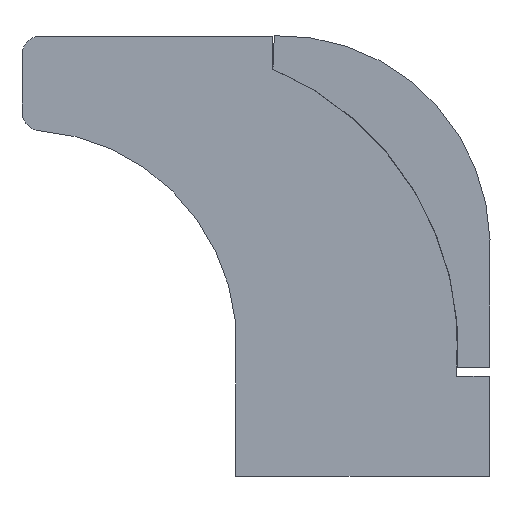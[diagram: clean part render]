
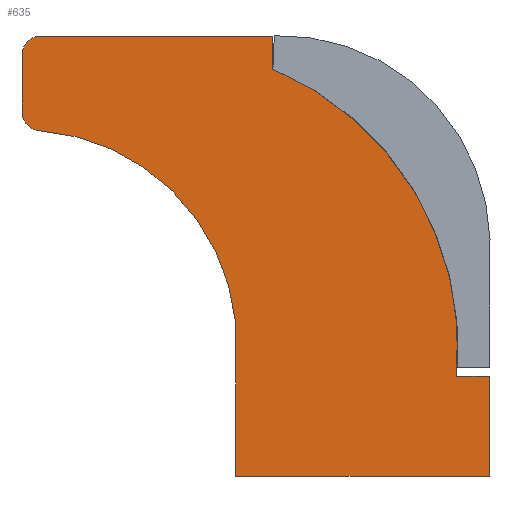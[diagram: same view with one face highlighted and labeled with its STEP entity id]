
A CAD part, front view. The second image highlights one B-rep face of the part: STEP entity #635.
In plain terms, the highlighted planar face has unit normal (0, -1, 0).
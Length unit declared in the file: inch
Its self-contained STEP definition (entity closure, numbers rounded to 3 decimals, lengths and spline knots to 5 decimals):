
#284=CARTESIAN_POINT('',(-1.37616,-2.05407,1.24286));
#285=VERTEX_POINT('',#284);
#292=CARTESIAN_POINT('',(-1.32104,-2.05407,1.29798));
#293=VERTEX_POINT('',#292);
#294=CARTESIAN_POINT('',(-1.32104,-2.05407,1.24286));
#295=DIRECTION('',(0.,-1.0,0.));
#296=DIRECTION('',(-0.707,0.,0.707));
#297=AXIS2_PLACEMENT_3D('',#294,#295,#296);
#298=CIRCLE('',#297,0.05512);
#299=EDGE_CURVE('',#293,#285,#298,.T.);
#323=CARTESIAN_POINT('',(-1.37616,-2.05407,1.07401));
#324=VERTEX_POINT('',#323);
#331=CARTESIAN_POINT('',(-1.37616,-2.05407,1.24286));
#332=DIRECTION('',(0.0,0.0,-1.0));
#333=VECTOR('',#332,0.16885);
#334=LINE('',#331,#333);
#335=EDGE_CURVE('',#285,#324,#334,.T.);
#355=CARTESIAN_POINT('',(-1.32523,-2.05407,1.01905));
#356=VERTEX_POINT('',#355);
#363=CARTESIAN_POINT('',(-1.32104,-2.05407,1.07401));
#364=DIRECTION('',(0.,-1.0,0.));
#365=DIRECTION('',(-0.733,0.,-0.68));
#366=AXIS2_PLACEMENT_3D('',#363,#364,#365);
#367=CIRCLE('',#366,0.05512);
#368=EDGE_CURVE('',#324,#356,#367,.T.);
#388=CARTESIAN_POINT('',(-0.74624,-2.05407,0.45275));
#389=VERTEX_POINT('',#388);
#396=CARTESIAN_POINT('',(-1.37312,-2.05407,0.39096));
#397=DIRECTION('',(0.,1.0,0.));
#398=DIRECTION('',(0.699,0.,0.715));
#399=AXIS2_PLACEMENT_3D('',#396,#397,#398);
#400=CIRCLE('',#399,0.62992);
#401=EDGE_CURVE('',#356,#389,#400,.T.);
#420=CARTESIAN_POINT('',(-0.74624,-2.05407,0.0));
#421=VERTEX_POINT('',#420);
#428=CARTESIAN_POINT('',(-0.74624,-2.05407,0.45275));
#429=DIRECTION('',(0.0,0.0,-1.0));
#430=VECTOR('',#429,0.45275);
#431=LINE('',#428,#430);
#432=EDGE_CURVE('',#389,#421,#431,.T.);
#451=CARTESIAN_POINT('',(0.00179,-2.05407,0.0));
#452=VERTEX_POINT('',#451);
#459=CARTESIAN_POINT('',(-0.74624,-2.05407,0.0));
#460=DIRECTION('',(1.0,0.0,0.0));
#461=VECTOR('',#460,0.74803);
#462=LINE('',#459,#461);
#463=EDGE_CURVE('',#421,#452,#462,.T.);
#482=CARTESIAN_POINT('',(0.00179,-2.05407,0.29528));
#483=VERTEX_POINT('',#482);
#490=CARTESIAN_POINT('',(0.00179,-2.05407,0.0));
#491=DIRECTION('',(0.0,0.0,1.0));
#492=VECTOR('',#491,0.29528);
#493=LINE('',#490,#492);
#494=EDGE_CURVE('',#452,#483,#493,.T.);
#513=CARTESIAN_POINT('',(-0.09501,-2.05407,0.29528));
#514=VERTEX_POINT('',#513);
#521=CARTESIAN_POINT('',(0.00179,-2.05407,0.29528));
#522=DIRECTION('',(-1.0,0.0,0.0));
#523=VECTOR('',#522,0.0968);
#524=LINE('',#521,#523);
#525=EDGE_CURVE('',#483,#514,#524,.T.);
#545=CARTESIAN_POINT('',(-0.63655,-2.05407,1.20079));
#546=VERTEX_POINT('',#545);
#553=CARTESIAN_POINT('',(-0.9807,-2.05407,0.38028));
#554=DIRECTION('',(0.,-1.0,0.));
#555=DIRECTION('',(0.858,0.,0.513));
#556=AXIS2_PLACEMENT_3D('',#553,#554,#555);
#557=CIRCLE('',#556,0.88976);
#558=EDGE_CURVE('',#514,#546,#557,.T.);
#577=CARTESIAN_POINT('',(-0.63655,-2.05407,1.29798));
#578=VERTEX_POINT('',#577);
#585=CARTESIAN_POINT('',(-0.63655,-2.05407,1.20079));
#586=DIRECTION('',(0.0,0.0,1.0));
#587=VECTOR('',#586,0.09719);
#588=LINE('',#585,#587);
#589=EDGE_CURVE('',#546,#578,#588,.T.);
#607=CARTESIAN_POINT('',(-0.63655,-2.05407,1.29798));
#608=DIRECTION('',(-1.0,0.0,0.0));
#609=VECTOR('',#608,0.68449);
#610=LINE('',#607,#609);
#611=EDGE_CURVE('',#578,#293,#610,.T.);
#617=CARTESIAN_POINT('',(-0.80845,-2.05407,0.81151));
#618=DIRECTION('',(0.0,1.0,0.0));
#619=DIRECTION('',(-1.0,0.0,0.0));
#620=AXIS2_PLACEMENT_3D('',#617,#618,#619);
#621=PLANE('',#620);
#622=ORIENTED_EDGE('',*,*,#611,.T.);
#623=ORIENTED_EDGE('',*,*,#299,.T.);
#624=ORIENTED_EDGE('',*,*,#335,.T.);
#625=ORIENTED_EDGE('',*,*,#368,.T.);
#626=ORIENTED_EDGE('',*,*,#401,.T.);
#627=ORIENTED_EDGE('',*,*,#432,.T.);
#628=ORIENTED_EDGE('',*,*,#463,.T.);
#629=ORIENTED_EDGE('',*,*,#494,.T.);
#630=ORIENTED_EDGE('',*,*,#525,.T.);
#631=ORIENTED_EDGE('',*,*,#558,.T.);
#632=ORIENTED_EDGE('',*,*,#589,.T.);
#633=EDGE_LOOP('',(#622,#623,#624,#625,#626,#627,#628,#629,#630,#631,#632));
#634=FACE_OUTER_BOUND('',#633,.T.);
#635=ADVANCED_FACE('',(#634),#621,.F.);
